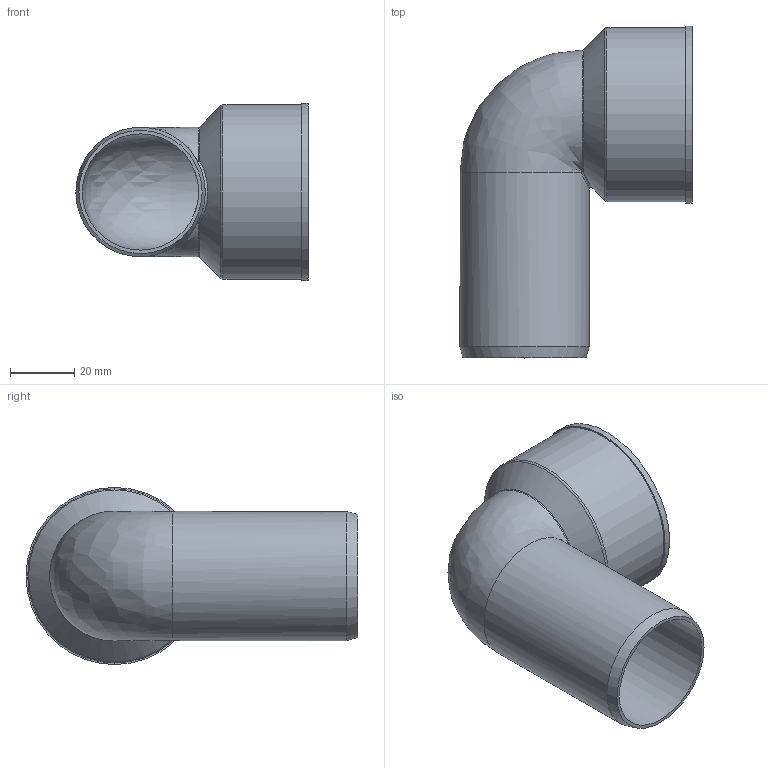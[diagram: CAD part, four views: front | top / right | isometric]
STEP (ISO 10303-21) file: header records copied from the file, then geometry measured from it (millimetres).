
FILE_DESCRIPTION(/* description */ (''),/* implementation_level */ '2;1');
FILE_NAME(/* name */ '171920 HTsafeSW DN_OD 40_40.stp',/* time_stamp */ '2017-03-13T09:01:59+01:00',/* author */ ('user1'),/* organization */ (''),/* preprocessor_version */ 'ST-DEVELOPER v16.1',/* originating_system */ 'Autodesk Inventor 2016',/* authorisation */ '');
FILE_SCHEMA (('AUTOMOTIVE_DESIGN { 1 0 10303 214 3 1 1 }'));
Length unit declared in the file: millimetre
Products named in the file (1): 171920 HTsafeSW DN_OD 40_40
Bounding box: 72.05 x 103 x 55 mm (x, y, z)
Volume: 31566.6 mm3; surface area: 32729.3 mm2
Topology: 1 solids, 1 shells, 17 faces, 35 edges, 19 vertices
Faces by surface type: cylinder 6, bspline 4, cone 3, plane 3, torus 1
Full cylindrical faces by diameter (mm): 36.1 x2, 40.1 x1, 50 x1, 54 x1, 55 x1
Entity records: 1063 total; most frequent: CARTESIAN_POINT 757, DIRECTION 60, ORIENTED_EDGE 40, EDGE_LOOP 30, AXIS2_PLACEMENT_3D 30, EDGE_CURVE 20, FACE_OUTER_BOUND 17, ADVANCED_FACE 17
